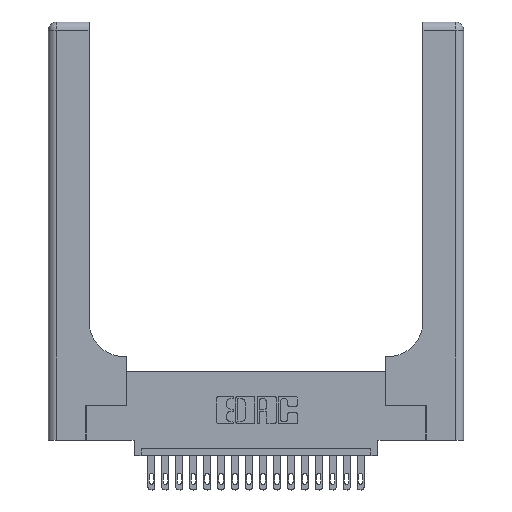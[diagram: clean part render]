
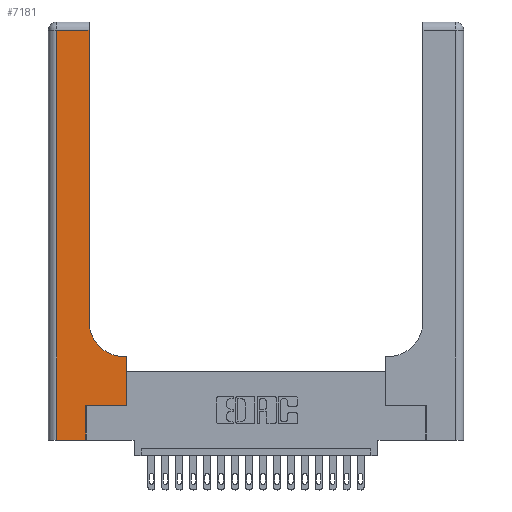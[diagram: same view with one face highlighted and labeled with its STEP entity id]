
A CAD part, top view. The second image highlights one B-rep face of the part: STEP entity #7181.
In plain terms, the highlighted planar face has unit normal (0, 0, 1).
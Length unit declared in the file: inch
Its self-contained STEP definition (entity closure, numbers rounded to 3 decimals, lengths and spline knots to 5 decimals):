
#1 = VERTEX_POINT ( 'NONE', #4793 ) ;
#31 = DIRECTION ( 'NONE',  ( 0., 0., -1. ) ) ;
#132 = DIRECTION ( 'NONE',  ( 1., 0., 0. ) ) ;
#230 = PLANE ( 'NONE',  #14435 ) ;
#239 = AXIS2_PLACEMENT_3D ( 'NONE', #14820, #8607, #14896 ) ;
#532 = EDGE_CURVE ( 'NONE', #1, #11813, #16542, .T. ) ;
#556 = VERTEX_POINT ( 'NONE', #1514 ) ;
#1183 = ORIENTED_EDGE ( 'NONE', *, *, #1247, .T. ) ;
#1247 = EDGE_CURVE ( 'NONE', #10702, #1, #6236, .T. ) ;
#1482 = LINE ( 'NONE', #17434, #12804 ) ;
#1514 = CARTESIAN_POINT ( 'NONE',  ( 0.2915, 0.85, 0.37 ) ) ;
#2043 = ORIENTED_EDGE ( 'NONE', *, *, #19358, .T. ) ;
#2643 = VERTEX_POINT ( 'NONE', #11461 ) ;
#3196 = CARTESIAN_POINT ( 'NONE',  ( 0.5585, 0.25, 0.37 ) ) ;
#3228 = LINE ( 'NONE', #9931, #7325 ) ;
#4099 = ORIENTED_EDGE ( 'NONE', *, *, #13212, .T. ) ;
#4735 = DIRECTION ( 'NONE',  ( 1., 0., 0. ) ) ;
#4737 = CARTESIAN_POINT ( 'NONE',  ( 0.5585, 0.6, 0.37 ) ) ;
#4793 = CARTESIAN_POINT ( 'NONE',  ( 0.5585, 0.25, 0.37 ) ) ;
#4878 = CARTESIAN_POINT ( 'NONE',  ( 0., 3., 0.37 ) ) ;
#5694 = LINE ( 'NONE', #8050, #8735 ) ;
#5774 = VECTOR ( 'NONE', #12851, 39.37008 ) ;
#6236 = LINE ( 'NONE', #9848, #8746 ) ;
#6491 = CARTESIAN_POINT ( 'NONE',  ( 0.269, 0.25, 0.37 ) ) ;
#7144 = LINE ( 'NONE', #19051, #10649 ) ;
#7181 = ADVANCED_FACE ( 'NONE', ( #12812 ), #230, .F. ) ;
#7223 = VERTEX_POINT ( 'NONE', #19486 ) ;
#7325 = VECTOR ( 'NONE', #14802, 39.37008 ) ;
#7617 = CIRCLE ( 'NONE', #239, 0.25 ) ;
#7938 = EDGE_LOOP ( 'NONE', ( #9261, #12358, #2043, #4099, #15012, #1183, #9196, #16910, #18894 ) ) ;
#8050 = CARTESIAN_POINT ( 'NONE',  ( 0.2915, 0.6, 0.37 ) ) ;
#8172 = DIRECTION ( 'NONE',  ( 0., 1., 0. ) ) ;
#8298 = VECTOR ( 'NONE', #8172, 39.37008 ) ;
#8607 = DIRECTION ( 'NONE',  ( 0., 0., -1. ) ) ;
#8735 = VECTOR ( 'NONE', #12796, 39.37008 ) ;
#8746 = VECTOR ( 'NONE', #132, 39.37008 ) ;
#9196 = ORIENTED_EDGE ( 'NONE', *, *, #532, .T. ) ;
#9261 = ORIENTED_EDGE ( 'NONE', *, *, #12823, .T. ) ;
#9848 = CARTESIAN_POINT ( 'NONE',  ( 0.269, 0.25, 0.37 ) ) ;
#9931 = CARTESIAN_POINT ( 'NONE',  ( 0.06, 3., 0.37 ) ) ;
#9974 = DIRECTION ( 'NONE',  ( 0., 1., 0. ) ) ;
#10306 = VECTOR ( 'NONE', #4735, 39.37008 ) ;
#10308 = LINE ( 'NONE', #17775, #5774 ) ;
#10528 = CARTESIAN_POINT ( 'NONE',  ( 0., 0., 0.37 ) ) ;
#10649 = VECTOR ( 'NONE', #20727, 39.37008 ) ;
#10702 = VERTEX_POINT ( 'NONE', #6491 ) ;
#11203 = CARTESIAN_POINT ( 'NONE',  ( 0.2915, 2.94, 0.37 ) ) ;
#11461 = CARTESIAN_POINT ( 'NONE',  ( 0.5415, 0.6, 0.37 ) ) ;
#11813 = VERTEX_POINT ( 'NONE', #4737 ) ;
#12358 = ORIENTED_EDGE ( 'NONE', *, *, #19202, .T. ) ;
#12796 = DIRECTION ( 'NONE',  ( -1., 0., 0. ) ) ;
#12804 = VECTOR ( 'NONE', #9974, 39.37008 ) ;
#12812 = FACE_OUTER_BOUND ( 'NONE', #7938, .T. ) ;
#12823 = EDGE_CURVE ( 'NONE', #556, #14823, #1482, .T. ) ;
#12851 = DIRECTION ( 'NONE',  ( -1., 0., 0. ) ) ;
#12890 = DIRECTION ( 'NONE',  ( -1., 0., 0. ) ) ;
#13063 = CARTESIAN_POINT ( 'NONE',  ( 0.06, 2.94, 0.37 ) ) ;
#13212 = EDGE_CURVE ( 'NONE', #7223, #14488, #18057, .T. ) ;
#14435 = AXIS2_PLACEMENT_3D ( 'NONE', #4878, #31, #12890 ) ;
#14488 = VERTEX_POINT ( 'NONE', #20083 ) ;
#14711 = EDGE_CURVE ( 'NONE', #11813, #2643, #5694, .T. ) ;
#14802 = DIRECTION ( 'NONE',  ( 0., -1., 0. ) ) ;
#14820 = CARTESIAN_POINT ( 'NONE',  ( 0.5415, 0.85, 0.37 ) ) ;
#14823 = VERTEX_POINT ( 'NONE', #11203 ) ;
#14896 = DIRECTION ( 'NONE',  ( 1., 0., 0. ) ) ;
#15012 = ORIENTED_EDGE ( 'NONE', *, *, #17200, .T. ) ;
#16542 = LINE ( 'NONE', #3196, #8298 ) ;
#16910 = ORIENTED_EDGE ( 'NONE', *, *, #14711, .T. ) ;
#17200 = EDGE_CURVE ( 'NONE', #14488, #10702, #7144, .T. ) ;
#17434 = CARTESIAN_POINT ( 'NONE',  ( 0.2915, 3., 0.37 ) ) ;
#17508 = EDGE_CURVE ( 'NONE', #2643, #556, #7617, .T. ) ;
#17775 = CARTESIAN_POINT ( 'NONE',  ( 0., 2.94, 0.37 ) ) ;
#18057 = LINE ( 'NONE', #10528, #10306 ) ;
#18894 = ORIENTED_EDGE ( 'NONE', *, *, #17508, .T. ) ;
#19051 = CARTESIAN_POINT ( 'NONE',  ( 0.269, 0., 0.37 ) ) ;
#19202 = EDGE_CURVE ( 'NONE', #14823, #20341, #10308, .T. ) ;
#19358 = EDGE_CURVE ( 'NONE', #20341, #7223, #3228, .T. ) ;
#19486 = CARTESIAN_POINT ( 'NONE',  ( 0.06, 0., 0.37 ) ) ;
#20083 = CARTESIAN_POINT ( 'NONE',  ( 0.269, 0., 0.37 ) ) ;
#20341 = VERTEX_POINT ( 'NONE', #13063 ) ;
#20727 = DIRECTION ( 'NONE',  ( 0., 1., 0. ) ) ;
